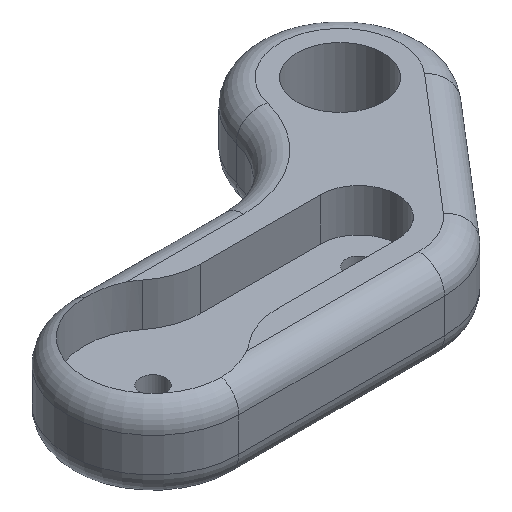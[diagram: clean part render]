
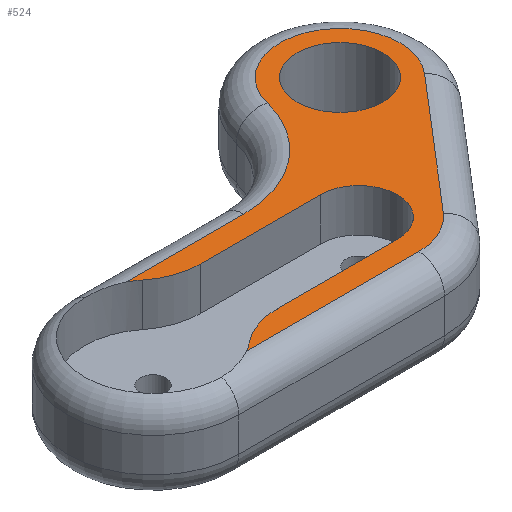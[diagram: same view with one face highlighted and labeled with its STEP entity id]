
A CAD part, isometric view. The second image highlights one B-rep face of the part: STEP entity #524.
In plain terms, the highlighted planar face has unit normal (0, 0, 1).
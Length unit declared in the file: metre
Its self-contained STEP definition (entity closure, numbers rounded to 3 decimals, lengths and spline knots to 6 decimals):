
#28=PLANE('',#595);
#46=CIRCLE('',#582,0.0045);
#48=CIRCLE('',#586,0.008);
#50=CIRCLE('',#589,0.008);
#52=CIRCLE('',#591,0.008);
#54=CIRCLE('',#594,0.008);
#55=CIRCLE('',#596,0.005);
#56=CIRCLE('',#597,0.007);
#57=CIRCLE('',#598,0.007);
#58=CIRCLE('',#599,0.013);
#141=ORIENTED_EDGE('',*,*,#280,.F.);
#142=ORIENTED_EDGE('',*,*,#273,.T.);
#143=ORIENTED_EDGE('',*,*,#281,.T.);
#144=ORIENTED_EDGE('',*,*,#282,.T.);
#145=ORIENTED_EDGE('',*,*,#283,.T.);
#146=ORIENTED_EDGE('',*,*,#284,.T.);
#147=ORIENTED_EDGE('',*,*,#285,.T.);
#148=ORIENTED_EDGE('',*,*,#286,.T.);
#149=ORIENTED_EDGE('',*,*,#276,.T.);
#150=ORIENTED_EDGE('',*,*,#279,.F.);
#151=ORIENTED_EDGE('',*,*,#260,.F.);
#152=ORIENTED_EDGE('',*,*,#264,.T.);
#153=ORIENTED_EDGE('',*,*,#267,.T.);
#154=ORIENTED_EDGE('',*,*,#270,.T.);
#260=EDGE_CURVE('',#329,#330,#369,.T.);
#264=EDGE_CURVE('',#329,#332,#46,.T.);
#267=EDGE_CURVE('',#332,#334,#374,.T.);
#270=EDGE_CURVE('',#334,#336,#48,.T.);
#273=EDGE_CURVE('',#336,#339,#50,.T.);
#276=EDGE_CURVE('',#342,#341,#52,.T.);
#279=EDGE_CURVE('',#330,#341,#54,.T.);
#280=EDGE_CURVE('',#343,#343,#55,.T.);
#281=EDGE_CURVE('',#339,#344,#377,.T.);
#282=EDGE_CURVE('',#344,#345,#56,.T.);
#283=EDGE_CURVE('',#345,#346,#378,.T.);
#284=EDGE_CURVE('',#346,#347,#57,.T.);
#285=EDGE_CURVE('',#347,#348,#58,.F.);
#286=EDGE_CURVE('',#348,#342,#379,.F.);
#329=VERTEX_POINT('',#890);
#330=VERTEX_POINT('',#892);
#332=VERTEX_POINT('',#898);
#334=VERTEX_POINT('',#904);
#336=VERTEX_POINT('',#910);
#339=VERTEX_POINT('',#921);
#341=VERTEX_POINT('',#926);
#342=VERTEX_POINT('',#928);
#343=VERTEX_POINT('',#939);
#344=VERTEX_POINT('',#941);
#345=VERTEX_POINT('',#943);
#346=VERTEX_POINT('',#945);
#347=VERTEX_POINT('',#947);
#348=VERTEX_POINT('',#949);
#369=LINE('',#891,#398);
#374=LINE('',#905,#403);
#377=LINE('',#940,#406);
#378=LINE('',#944,#407);
#379=LINE('',#950,#408);
#398=VECTOR('',#702,1.);
#403=VECTOR('',#715,1.);
#406=VECTOR('',#744,1.);
#407=VECTOR('',#747,1.);
#408=VECTOR('',#752,1.);
#426=EDGE_LOOP('',(#141));
#427=EDGE_LOOP('',(#142,#143,#144,#145,#146,#147,#148,#149,#150,#151,#152,
#153,#154));
#468=FACE_BOUND('',#426,.T.);
#469=FACE_BOUND('',#427,.T.);
#524=ADVANCED_FACE('',(#468,#469),#28,.T.);
#582=AXIS2_PLACEMENT_3D('',#899,#709,#710);
#586=AXIS2_PLACEMENT_3D('',#911,#721,#722);
#589=AXIS2_PLACEMENT_3D('',#922,#727,#728);
#591=AXIS2_PLACEMENT_3D('',#927,#732,#733);
#594=AXIS2_PLACEMENT_3D('',#936,#738,#739);
#595=AXIS2_PLACEMENT_3D('',#937,#740,#741);
#596=AXIS2_PLACEMENT_3D('',#938,#742,#743);
#597=AXIS2_PLACEMENT_3D('',#942,#745,#746);
#598=AXIS2_PLACEMENT_3D('',#946,#748,#749);
#599=AXIS2_PLACEMENT_3D('',#948,#750,#751);
#702=DIRECTION('',(-1.,0.,0.));
#709=DIRECTION('',(0.,0.,-1.));
#710=DIRECTION('',(1.,0.,0.));
#715=DIRECTION('',(-1.,0.,0.));
#721=DIRECTION('',(0.,0.,1.));
#722=DIRECTION('',(1.,0.,0.));
#727=DIRECTION('',(0.,0.,-1.));
#728=DIRECTION('',(1.,0.,0.));
#732=DIRECTION('',(0.,0.,-1.));
#733=DIRECTION('',(1.,0.,0.));
#738=DIRECTION('',(0.,0.,-1.));
#739=DIRECTION('',(1.,0.,0.));
#740=DIRECTION('',(0.,0.,1.));
#741=DIRECTION('',(1.,0.,0.));
#742=DIRECTION('',(0.,0.,1.));
#743=DIRECTION('',(1.,0.,0.));
#744=DIRECTION('',(1.,0.,0.));
#745=DIRECTION('',(0.,0.,1.));
#746=DIRECTION('',(1.,0.,0.));
#747=DIRECTION('',(0.65,0.76,0.));
#748=DIRECTION('',(0.,0.,1.));
#749=DIRECTION('',(1.,0.,0.));
#750=DIRECTION('',(0.,0.,1.));
#751=DIRECTION('',(1.,0.,0.));
#752=DIRECTION('',(1.,0.,0.));
#890=CARTESIAN_POINT('',(0.024,0.0045,0.005));
#891=CARTESIAN_POINT('',(0.016994,0.0045,0.005));
#892=CARTESIAN_POINT('',(0.009987,0.0045,0.005));
#898=CARTESIAN_POINT('',(0.024,-0.0045,0.005));
#899=CARTESIAN_POINT('',(0.024,0.,0.005));
#904=CARTESIAN_POINT('',(0.009987,-0.0045,0.005));
#905=CARTESIAN_POINT('',(0.016994,-0.0045,0.005));
#910=CARTESIAN_POINT('',(0.004994,-0.00625,0.005));
#911=CARTESIAN_POINT('',(0.009987,-0.0125,0.005));
#921=CARTESIAN_POINT('',(0.003873,-0.007,0.005));
#922=CARTESIAN_POINT('',(0.,0.,0.005));
#926=CARTESIAN_POINT('',(0.004994,0.00625,0.005));
#927=CARTESIAN_POINT('',(0.,0.,0.005));
#928=CARTESIAN_POINT('',(0.003873,0.007,0.005));
#936=CARTESIAN_POINT('',(0.009987,0.0125,0.005));
#937=CARTESIAN_POINT('',(0.0185,0.00475,0.005));
#938=CARTESIAN_POINT('',(0.037,0.015199,0.005));
#939=CARTESIAN_POINT('',(0.042,0.015199,0.005));
#940=CARTESIAN_POINT('',(0.0185,-0.007,0.005));
#941=CARTESIAN_POINT('',(0.024,-0.007,0.005));
#942=CARTESIAN_POINT('',(0.024,0.,0.005));
#943=CARTESIAN_POINT('',(0.02932,-0.00455,0.005));
#944=CARTESIAN_POINT('',(0.029342,-0.004524,0.005));
#945=CARTESIAN_POINT('',(0.04232,0.010649,0.005));
#946=CARTESIAN_POINT('',(0.037,0.015199,0.005));
#947=CARTESIAN_POINT('',(0.030205,0.016879,0.005));
#948=CARTESIAN_POINT('',(0.017585,0.02,0.005));
#949=CARTESIAN_POINT('',(0.017585,0.007,0.005));
#950=CARTESIAN_POINT('',(0.,0.007,0.005));
